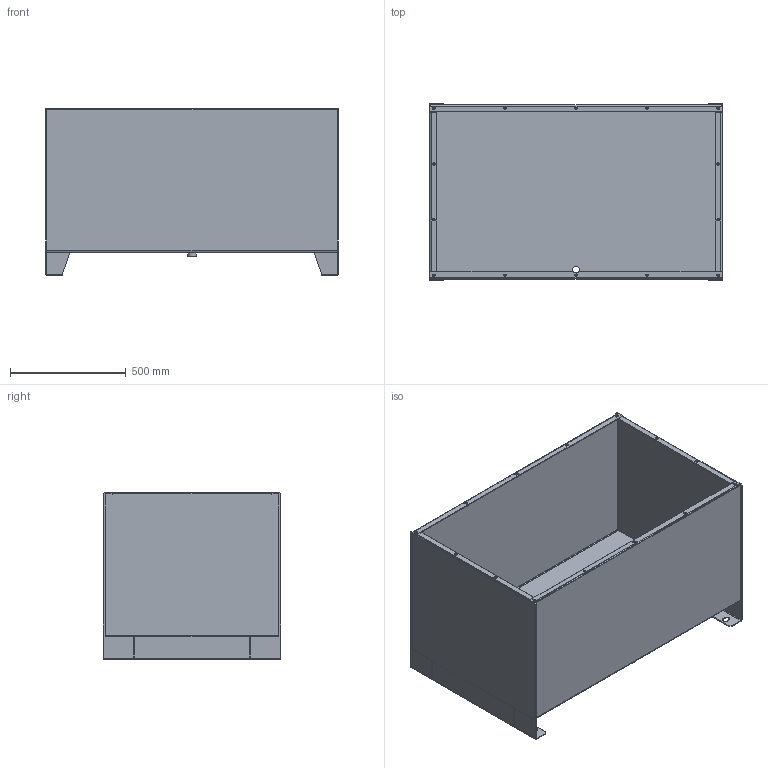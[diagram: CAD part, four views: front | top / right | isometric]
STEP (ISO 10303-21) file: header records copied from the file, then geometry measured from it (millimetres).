
FILE_DESCRIPTION(/* description */ ('Unknown'),/* implementation_level */ '2;1');
FILE_NAME(/* name */ 'TA.04400-001',/* time_stamp */ '2023-08-01T16:13:18+02:00',/* author */ ('Unknown'),/* organization */ ('Unknown'),/* preprocessor_version */ 'ST-DEVELOPER v18.102',/* originating_system */ 'Solid Edge',/* authorisation */ 'Unknown');
FILE_SCHEMA (('AUTOMOTIVE_DESIGN {1 0 10303 214 3 1 1}'));
Length unit declared in the file: millimetre
Products named in the file (2): TA; TA.04400
Assembly tree (1 placements, depth 2):
  TA
    TA.04400
Bounding box: 1260 x 765 x 720 mm (x, y, z)
Volume: 15253842.1 mm3; surface area: 7630214.2 mm2
Topology: 1 solids, 1 shells, 550 faces, 1295 edges, 766 vertices
Faces by surface type: plane 462, cylinder 59, cone 28, torus 1
Full cylindrical faces by diameter (mm): 8.5 x14, 10.5 x14, 30.291 x1, 38 x1
Entity records: 18709 total; most frequent: CARTESIAN_POINT 2514, DIRECTION 2492, ORIENTED_EDGE 2432, EDGE_CURVE 1216, LINE 1044, VECTOR 1044, VERTEX_POINT 746, AXIS2_PLACEMENT_3D 724
